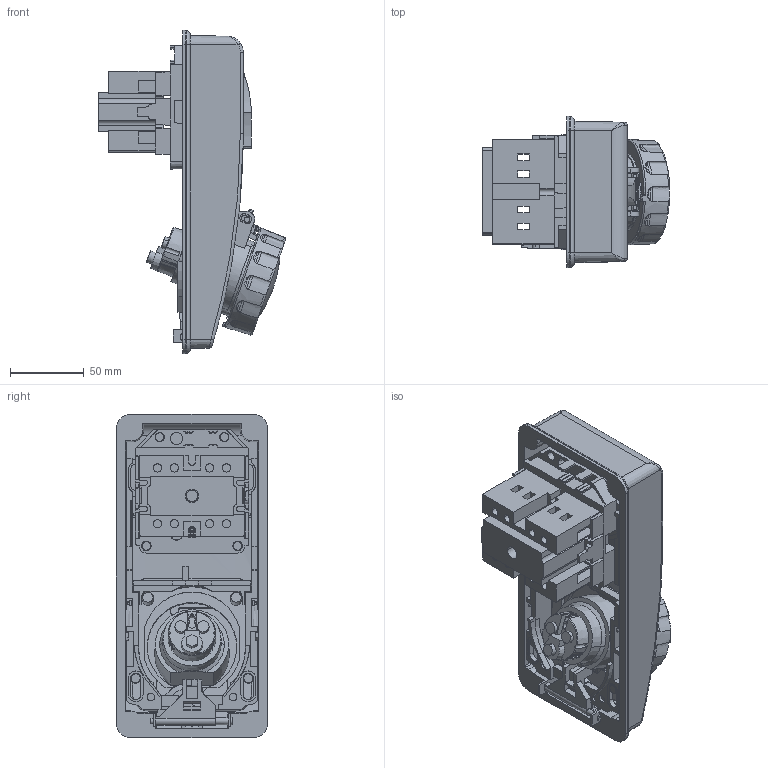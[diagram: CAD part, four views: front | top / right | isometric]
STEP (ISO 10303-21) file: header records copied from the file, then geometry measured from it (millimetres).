
FILE_DESCRIPTION((''),'2;1');
FILE_NAME('GW66304N_SW0001','2020-07-20T13:20:18',('User'),('Technoprobe spa'),'CREO PARAMETRIC BY PTC INC, 2019471','CREO PARAMETRIC BY PTC INC, 2019471','');
FILE_SCHEMA(('CONFIG_CONTROL_DESIGN'));
Products named in the file (1): GW66304N_SW0001
Bounding box: 127.39 x 103 x 220 mm (x, y, z)
Volume: 551401.3 mm3; surface area: 213081.2 mm2
Topology: 1 solids, 1 shells, 1585 faces, 4591 edges, 3028 vertices
Faces by surface type: plane 946, cone 217, cylinder 207, bspline 158, torus 43, extrusion 10, sphere 4
Entity records: 62102 total; most frequent: CARTESIAN_POINT 21953, ORIENTED_EDGE 9162, DIRECTION 7269, EDGE_CURVE 4581, VERTEX_POINT 3028, VECTOR 2685, LINE 2675, AXIS2_PLACEMENT_3D 2292
